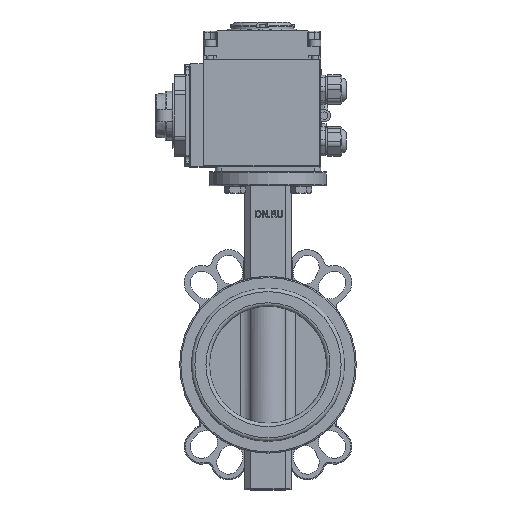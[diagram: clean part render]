
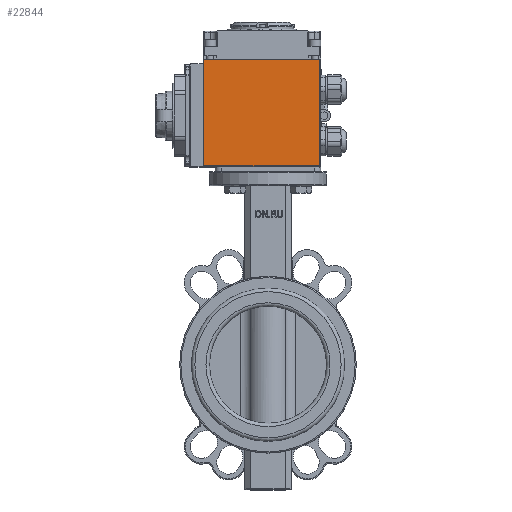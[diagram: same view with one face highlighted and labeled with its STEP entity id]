
A CAD part, top view. The second image highlights one B-rep face of the part: STEP entity #22844.
In plain terms, the highlighted face is planar.
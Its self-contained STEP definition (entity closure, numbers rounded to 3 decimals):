
#564=PLANE('',#24576);
#2129=LINE('',#34110,#4118);
#2130=LINE('',#34115,#4119);
#2132=LINE('',#34123,#4121);
#2144=LINE('',#34152,#4133);
#4118=VECTOR('',#27495,10.);
#4119=VECTOR('',#27500,10.);
#4121=VECTOR('',#27510,10.);
#4133=VECTOR('',#27530,10.);
#6288=FACE_OUTER_BOUND('',#7574,.T.);
#7574=EDGE_LOOP('',(#16474,#16475,#16476,#16477));
#9883=VERTEX_POINT('',#34103);
#9886=VERTEX_POINT('',#34108);
#9888=VERTEX_POINT('',#34113);
#9890=VERTEX_POINT('',#34122);
#12326=EDGE_CURVE('',#9886,#9883,#2129,.T.);
#12328=EDGE_CURVE('',#9888,#9886,#2130,.T.);
#12332=EDGE_CURVE('',#9883,#9890,#2132,.T.);
#12347=EDGE_CURVE('',#9890,#9888,#2144,.T.);
#16474=ORIENTED_EDGE('',*,*,#12326,.F.);
#16475=ORIENTED_EDGE('',*,*,#12328,.F.);
#16476=ORIENTED_EDGE('',*,*,#12347,.F.);
#16477=ORIENTED_EDGE('',*,*,#12332,.F.);
#22844=ADVANCED_FACE('',(#6288),#564,.T.);
#24576=AXIS2_PLACEMENT_3D('',#34151,#27528,#27529);
#27495=DIRECTION('',(0.,0.,-1.));
#27500=DIRECTION('',(0.,-1.,0.));
#27510=DIRECTION('',(0.,1.,0.));
#27528=DIRECTION('center_axis',(-1.,0.,0.));
#27529=DIRECTION('ref_axis',(0.,0.,1.));
#27530=DIRECTION('',(0.,0.,1.));
#34103=CARTESIAN_POINT('',(-105.5,-43.,-100.));
#34108=CARTESIAN_POINT('',(-105.5,-43.,-1.));
#34110=CARTESIAN_POINT('',(-105.5,-43.,-44.468));
#34113=CARTESIAN_POINT('',(-105.5,48.,-1.));
#34115=CARTESIAN_POINT('',(-105.5,48.2,-1.));
#34122=CARTESIAN_POINT('',(-105.5,48.,-100.));
#34123=CARTESIAN_POINT('',(-105.5,-44.,-100.));
#34151=CARTESIAN_POINT('Origin',(-105.5,48.2,-88.936));
#34152=CARTESIAN_POINT('',(-105.5,48.,-100.));
